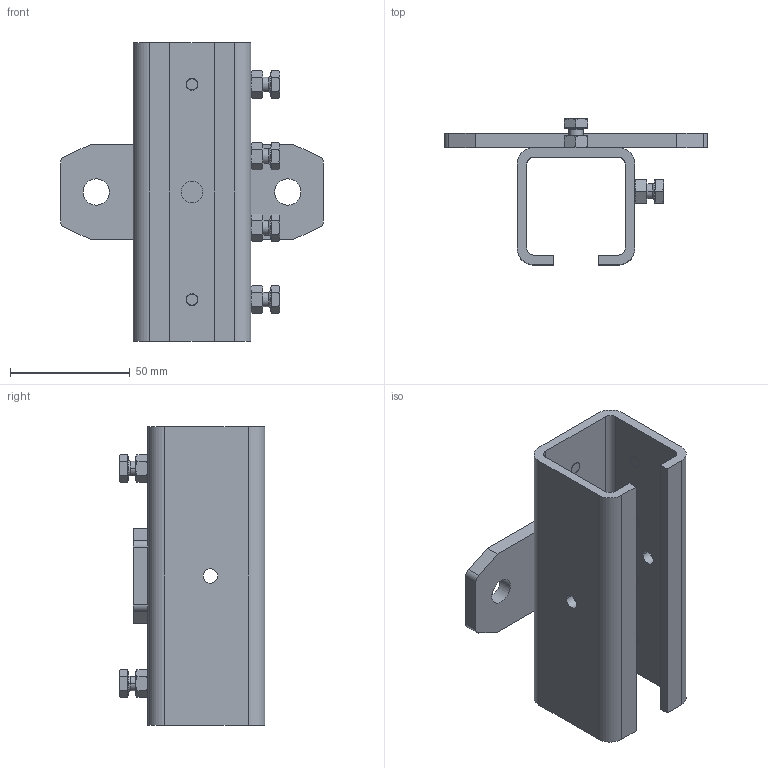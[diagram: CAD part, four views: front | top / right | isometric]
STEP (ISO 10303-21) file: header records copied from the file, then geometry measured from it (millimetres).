
FILE_DESCRIPTION (( 'STEP AP214' ), '1' );
FILE_NAME ('0020644.step', '2022-08-31T12:51:40', ( '' ), ( '' ), 'SwSTEP 2.0', 'SolidWorks 2020', '' );
FILE_SCHEMA (( 'AUTOMOTIVE_DESIGN' ));
Length unit declared in the file: inch
Products named in the file (1): 0020644
Bounding box: 110 x 61 x 125 mm (x, y, z)
Volume: 105743 mm3; surface area: 51214.2 mm2
Topology: 1 solids, 1 shells, 380 faces, 928 edges, 587 vertices
Faces by surface type: plane 207, cone 103, cylinder 58, torus 12
Entity records: 11946 total; most frequent: CARTESIAN_POINT 3165, ORIENTED_EDGE 1856, DIRECTION 1726, EDGE_CURVE 928, AXIS2_PLACEMENT_3D 624, VERTEX_POINT 587, LINE 478, VECTOR 478
